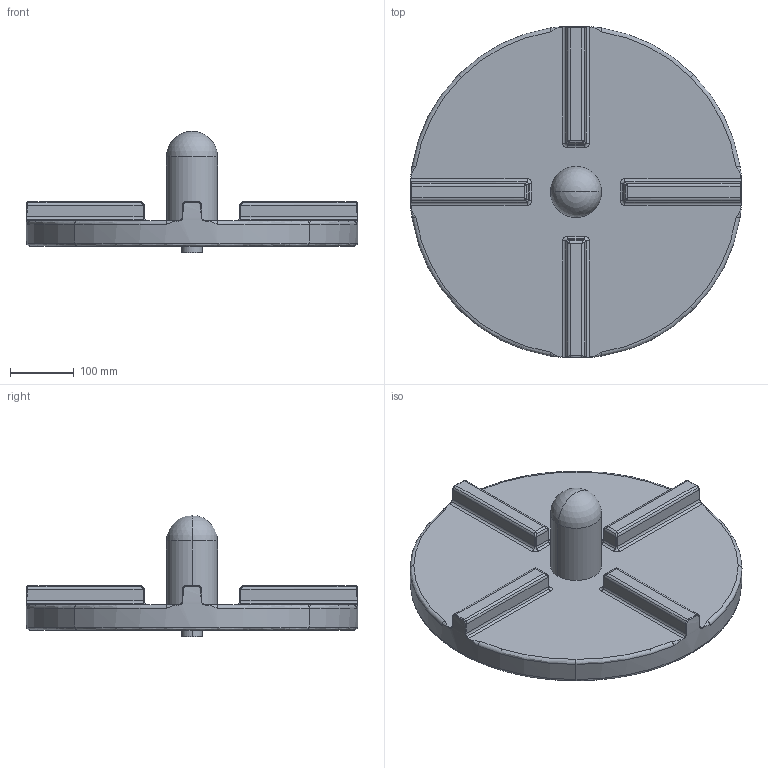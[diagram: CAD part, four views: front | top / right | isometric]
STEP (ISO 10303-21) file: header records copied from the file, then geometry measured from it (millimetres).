
FILE_DESCRIPTION( ( 'STEP AP203' ), '1' );
FILE_NAME( 'pumpRotor09-25-2013.stp', '2013-09-26T19:44:27', ( ' ' ), ( ' ' ), 'XStep 1.0', ' ', ' ' );
FILE_SCHEMA( ( 'CONFIG_CONTROL_DESIGN' ) );
Length unit declared in the file: millimetre
Products named in the file (1): 1
Bounding box: 519 x 519 x 190 mm (x, y, z)
Volume: 9768344.8 mm3; surface area: 555835.2 mm2
Topology: 1 solids, 1 shells, 157 faces, 384 edges, 229 vertices
Faces by surface type: cylinder 68, bspline 48, plane 19, revolution 12, torus 8, sphere 2
Entity records: 11737 total; most frequent: CARTESIAN_POINT 8394, ORIENTED_EDGE 764, DIRECTION 569, EDGE_CURVE 382, VERTEX_POINT 229, AXIS2_PLACEMENT_3D 228, B_SPLINE_CURVE_WITH_KNOTS 163, EDGE_LOOP 159
